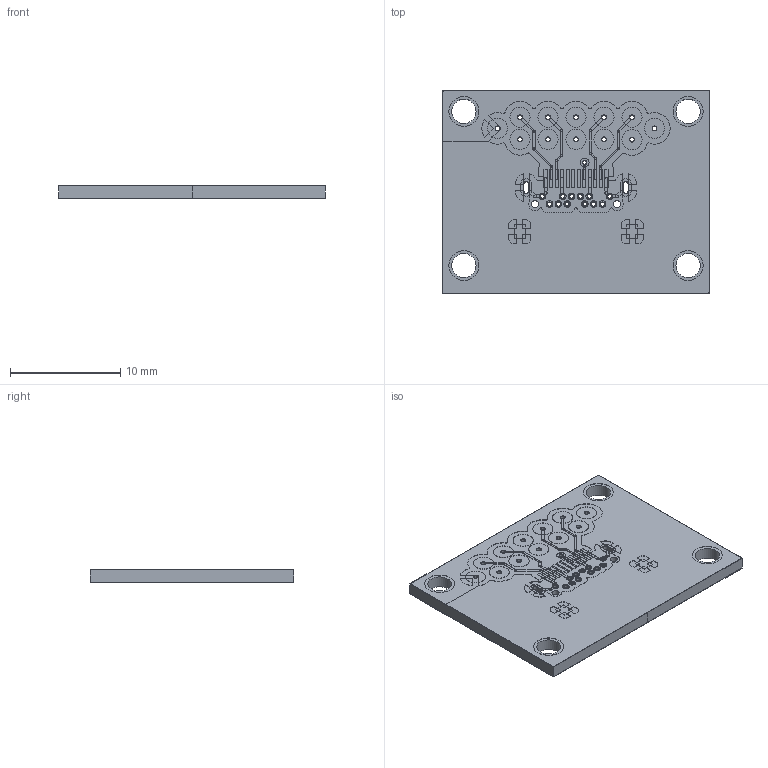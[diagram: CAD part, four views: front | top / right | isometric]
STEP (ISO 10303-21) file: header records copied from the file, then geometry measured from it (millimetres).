
FILE_DESCRIPTION(('KiCad electronic assembly'),'2;1');
FILE_NAME('commaPOGO.step','2024-04-10T13:44:16',('Pcbnew'),('Kicad'), 'Open CASCADE STEP processor 7.7','KiCad to STEP converter','Unknown' );
FILE_SCHEMA(('AUTOMOTIVE_DESIGN { 1 0 10303 214 1 1 1 1 }'));
Length unit declared in the file: millimetre
Products named in the file (144): commaPOGO 1; commapogo_male_track_1; commapogo_male_track_2; commapogo_male_track_3; commapogo_male_track_4; commapogo_male_track_5; commapogo_male_track_6; commapogo_male_track_7; commapogo_male_track_8; commapogo_male_track_9; commapogo_male_track_10; commapogo_male_track_11; commapogo_male_track_12; commapogo_male_track_13; commapogo_male_track_14; commapogo_male_track_15; commapogo_male_track_16; commapogo_male_track_17; commapogo_male_track_18; commapogo_male_track_19; commapogo_male_track_20; commapogo_male_track_21; commapogo_male_track_22; commapogo_male_track_23; commapogo_male_track_24; commapogo_male_track_25; commapogo_male_track_26; commapogo_male_track_27; commapogo_male_track_28; commapogo_male_track_29; commapogo_male_track_30; commapogo_male_track_31; commapogo_male_track_32; commapogo_male_track_33; commapogo_male_zone_1; commapogo_male_zone_2; commapogo_male_pad_1; commapogo_male_pad_2; commapogo_male_pad_3; commapogo_male_pad_4 ...
Assembly tree (143 placements, depth 2):
  commaPOGO 1
    commapogo_male_track_1
    commapogo_male_track_2
    commapogo_male_track_3
    commapogo_male_track_4
    commapogo_male_track_5
    commapogo_male_track_6
    commapogo_male_track_7
    commapogo_male_track_8
    commapogo_male_track_9
    commapogo_male_track_10
    commapogo_male_track_11
    commapogo_male_track_12
    commapogo_male_track_13
    commapogo_male_track_14
    commapogo_male_track_15
    commapogo_male_track_16
    commapogo_male_track_17
    commapogo_male_track_18
    commapogo_male_track_19
    commapogo_male_track_20
    commapogo_male_track_21
    commapogo_male_track_22
    commapogo_male_track_23
    commapogo_male_track_24
    commapogo_male_track_25
    commapogo_male_track_26
    commapogo_male_track_27
    commapogo_male_track_28
    commapogo_male_track_29
    commapogo_male_track_30
    commapogo_male_track_31
    commapogo_male_track_32
    commapogo_male_track_33
    commapogo_male_zone_1
    commapogo_male_zone_2
    commapogo_male_pad_1
    commapogo_male_pad_2
    commapogo_male_pad_3
    commapogo_male_pad_4
    commapogo_male_pad_5
    commapogo_male_pad_6
    commapogo_male_pad_7
    commapogo_male_pad_8
    commapogo_male_pad_9
    commapogo_male_pad_10
    commapogo_male_pad_11
    commapogo_male_pad_12
    commapogo_male_pad_13
    commapogo_male_pad_14
    commapogo_male_pad_15
    commapogo_male_pad_16
    commapogo_male_pad_17
    commapogo_male_pad_18
    commapogo_male_pad_19
    commapogo_male_pad_20
    commapogo_male_pad_21
    commapogo_male_pad_22
    commapogo_male_pad_23
    commapogo_male_pad_24
Bounding box: 24.13 x 18.41 x 1.16 mm (x, y, z)
Volume: 488.5 mm3; surface area: 2584.9 mm2
Topology: 130 solids, 130 shells, 2222 faces, 5884 edges, 3920 vertices
Faces by surface type: plane 1954, cylinder 268
Full cylindrical faces by diameter (mm): 0.35 x39, 0.4 x62, 0.45 x24, 0.6 x24, 0.65 x2, 0.8 x2, 1.829 x24, 2.2 x4
Entity records: 71776 total; most frequent: CARTESIAN_POINT 12170, ORIENTED_EDGE 11772, DIRECTION 11152, EDGE_CURVE 5884, LINE 5348, VECTOR 5348, VERTEX_POINT 3920, AXIS2_PLACEMENT_3D 2902
